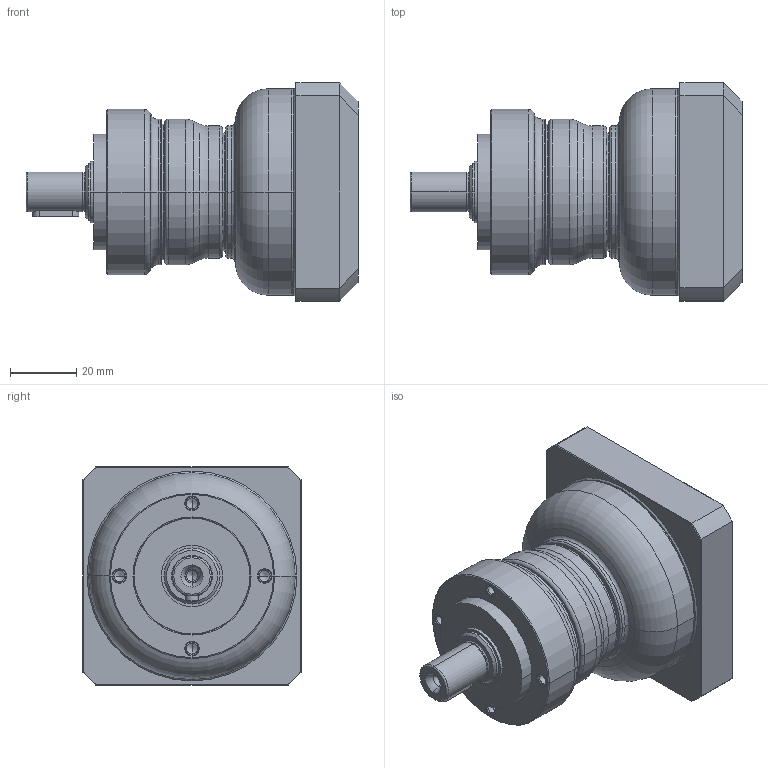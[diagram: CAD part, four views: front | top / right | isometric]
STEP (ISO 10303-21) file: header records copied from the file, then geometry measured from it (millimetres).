
FILE_DESCRIPTION((''),'2;1');
FILE_NAME('PE2-050_1ST_14-P0411300101_ASM','2016-04-20T',('d00435'),(''),'PRO/ENGINEER BY PARAMETRIC TECHNOLOGY CORPORATION, 2008410','PRO/ENGINEER BY PARAMETRIC TECHNOLOGY CORPORATION, 2008410','');
FILE_SCHEMA(('CONFIG_CONTROL_DESIGN'));
Length unit declared in the file: millimetre
Products named in the file (9): P1323100001; P0250100001; P1324100201; P0350101001; P0941102001; P0503300005; P0411300101; P1702300001; PE2-050_1ST_14-P0411300101_ASM
Assembly tree (8 placements, depth 2):
  PE2-050_1ST_14-P0411300101_ASM
    P1323100001
    P0250100001
    P1324100201
    P0350101001
    P0941102001
    P0503300005
    P0411300101
    P1702300001
Bounding box: 100.5 x 66 x 66 mm (x, y, z)
Volume: 146957.5 mm3; surface area: 56043.7 mm2
Topology: 8 solids, 22 shells, 521 faces, 1168 edges, 690 vertices
Faces by surface type: cylinder 166, cone 148, torus 96, plane 95, bspline 16
Entity records: 19152 total; most frequent: CARTESIAN_POINT 7230, DIRECTION 2741, ORIENTED_EDGE 2208, AXIS2_PLACEMENT_3D 1182, EDGE_CURVE 1132, VERTEX_POINT 690, CIRCLE 650, EDGE_LOOP 600
